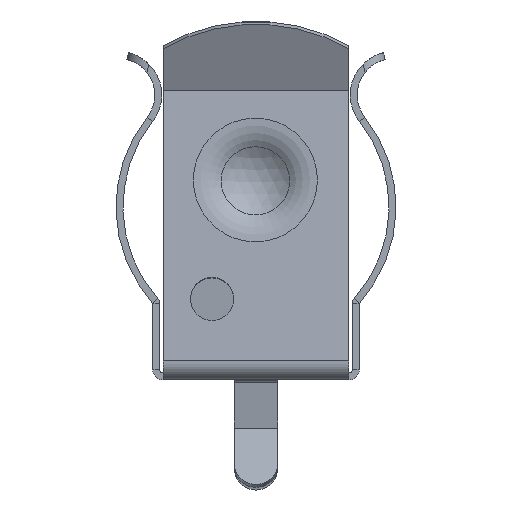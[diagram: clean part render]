
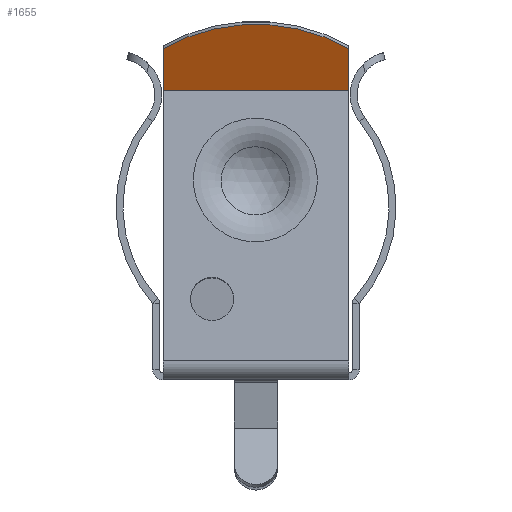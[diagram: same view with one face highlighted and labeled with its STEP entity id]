
A CAD part, left-side view. The second image highlights one B-rep face of the part: STEP entity #1655.
In plain terms, the highlighted planar face has unit normal (-0.906, 0, -0.423).
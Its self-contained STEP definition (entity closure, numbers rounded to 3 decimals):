
#120 = PLANE('',#121);
#121 = AXIS2_PLACEMENT_3D('',#122,#123,#124);
#122 = CARTESIAN_POINT('',(-36.319,3.378,0.276));
#123 = DIRECTION('',(0.996,0.,
    -0.087));
#124 = DIRECTION('',(-0.087,0.,
    -0.996));
#1561 = PLANE('',#1562);
#1562 = AXIS2_PLACEMENT_3D('',#1563,#1564,#1565);
#1563 = CARTESIAN_POINT('',(-35.192,3.378,10.631));
#1564 = DIRECTION('',(0.,1.,0.));
#1565 = DIRECTION('',(0.,0.,1.));
#1590 = CYLINDRICAL_SURFACE('',#1591,6.35);
#1591 = AXIS2_PLACEMENT_3D('',#1592,#1593,#1594);
#1592 = CARTESIAN_POINT('',(-33.636,0.,
    7.293));
#1593 = DIRECTION('',(0.906,0.,0.423)
  );
#1594 = DIRECTION('',(-0.423,0.,0.906)
  );
#1618 = PLANE('',#1619);
#1619 = AXIS2_PLACEMENT_3D('',#1620,#1621,#1622);
#1620 = CARTESIAN_POINT('',(-36.319,-3.378,13.048));
#1621 = DIRECTION('',(0.,-1.,0.));
#1622 = DIRECTION('',(0.,0.,-1.));
#1655 = ADVANCED_FACE('',(#1656),#1671,.F.);
#1656 = FACE_BOUND('',#1657,.T.);
#1657 = EDGE_LOOP('',(#1658,#1689,#1712,#1735));
#1658 = ORIENTED_EDGE('',*,*,#1659,.F.);
#1659 = EDGE_CURVE('',#1660,#1662,#1664,.T.);
#1660 = VERTEX_POINT('',#1661);
#1661 = CARTESIAN_POINT('',(-36.138,3.378,12.059));
#1662 = VERTEX_POINT('',#1663);
#1663 = CARTESIAN_POINT('',(-36.138,-3.378,12.059));
#1664 = SURFACE_CURVE('',#1665,(#1670,#1682),.PCURVE_S1.);
#1665 = CIRCLE('',#1666,6.35);
#1666 = AXIS2_PLACEMENT_3D('',#1667,#1668,#1669);
#1667 = CARTESIAN_POINT('',(-33.866,0.,
    7.186));
#1668 = DIRECTION('',(0.906,0.,0.423)
  );
#1669 = DIRECTION('',(0.423,0.,-0.906
    ));
#1670 = PCURVE('',#1671,#1676);
#1671 = PLANE('',#1672);
#1672 = AXIS2_PLACEMENT_3D('',#1673,#1674,#1675);
#1673 = CARTESIAN_POINT('',(-35.422,3.378,10.524));
#1674 = DIRECTION('',(0.906,0.,0.423)
  );
#1675 = DIRECTION('',(0.423,0.,-0.906
    ));
#1676 = DEFINITIONAL_REPRESENTATION('',(#1677),#1681);
#1677 = CIRCLE('',#1678,6.35);
#1678 = AXIS2_PLACEMENT_2D('',#1679,#1680);
#1679 = CARTESIAN_POINT('',(3.683,-3.378));
#1680 = DIRECTION('',(1.,0.));
#1681 = ( GEOMETRIC_REPRESENTATION_CONTEXT(2) 
PARAMETRIC_REPRESENTATION_CONTEXT() REPRESENTATION_CONTEXT('2D SPACE',''
  ) );
#1682 = PCURVE('',#1590,#1683);
#1683 = DEFINITIONAL_REPRESENTATION('',(#1684),#1688);
#1684 = LINE('',#1685,#1686);
#1685 = CARTESIAN_POINT('',(-3.142,-0.254));
#1686 = VECTOR('',#1687,1.);
#1687 = DIRECTION('',(1.,0.));
#1688 = ( GEOMETRIC_REPRESENTATION_CONTEXT(2) 
PARAMETRIC_REPRESENTATION_CONTEXT() REPRESENTATION_CONTEXT('2D SPACE',''
  ) );
#1689 = ORIENTED_EDGE('',*,*,#1690,.T.);
#1690 = EDGE_CURVE('',#1660,#1691,#1693,.T.);
#1691 = VERTEX_POINT('',#1692);
#1692 = CARTESIAN_POINT('',(-35.422,3.378,10.524));
#1693 = SURFACE_CURVE('',#1694,(#1698,#1705),.PCURVE_S1.);
#1694 = LINE('',#1695,#1696);
#1695 = CARTESIAN_POINT('',(-35.422,3.378,10.524));
#1696 = VECTOR('',#1697,1.);
#1697 = DIRECTION('',(0.423,0.,-0.906)
  );
#1698 = PCURVE('',#1671,#1699);
#1699 = DEFINITIONAL_REPRESENTATION('',(#1700),#1704);
#1700 = LINE('',#1701,#1702);
#1701 = CARTESIAN_POINT('',(0.,-0.));
#1702 = VECTOR('',#1703,1.);
#1703 = DIRECTION('',(1.,0.));
#1704 = ( GEOMETRIC_REPRESENTATION_CONTEXT(2) 
PARAMETRIC_REPRESENTATION_CONTEXT() REPRESENTATION_CONTEXT('2D SPACE',''
  ) );
#1705 = PCURVE('',#1561,#1706);
#1706 = DEFINITIONAL_REPRESENTATION('',(#1707),#1711);
#1707 = LINE('',#1708,#1709);
#1708 = CARTESIAN_POINT('',(-0.107,-0.23));
#1709 = VECTOR('',#1710,1.);
#1710 = DIRECTION('',(-0.906,0.423));
#1711 = ( GEOMETRIC_REPRESENTATION_CONTEXT(2) 
PARAMETRIC_REPRESENTATION_CONTEXT() REPRESENTATION_CONTEXT('2D SPACE',''
  ) );
#1712 = ORIENTED_EDGE('',*,*,#1713,.T.);
#1713 = EDGE_CURVE('',#1691,#1714,#1716,.T.);
#1714 = VERTEX_POINT('',#1715);
#1715 = CARTESIAN_POINT('',(-35.422,-3.378,10.524));
#1716 = SURFACE_CURVE('',#1717,(#1721,#1728),.PCURVE_S1.);
#1717 = LINE('',#1718,#1719);
#1718 = CARTESIAN_POINT('',(-35.422,-3.378,10.524));
#1719 = VECTOR('',#1720,1.);
#1720 = DIRECTION('',(0.,-1.,0.));
#1721 = PCURVE('',#1671,#1722);
#1722 = DEFINITIONAL_REPRESENTATION('',(#1723),#1727);
#1723 = LINE('',#1724,#1725);
#1724 = CARTESIAN_POINT('',(0.,-6.756));
#1725 = VECTOR('',#1726,1.);
#1726 = DIRECTION('',(0.,-1.));
#1727 = ( GEOMETRIC_REPRESENTATION_CONTEXT(2) 
PARAMETRIC_REPRESENTATION_CONTEXT() REPRESENTATION_CONTEXT('2D SPACE',''
  ) );
#1728 = PCURVE('',#120,#1729);
#1729 = DEFINITIONAL_REPRESENTATION('',(#1730),#1734);
#1730 = LINE('',#1731,#1732);
#1731 = CARTESIAN_POINT('',(-10.287,-6.756));
#1732 = VECTOR('',#1733,1.);
#1733 = DIRECTION('',(0.,-1.));
#1734 = ( GEOMETRIC_REPRESENTATION_CONTEXT(2) 
PARAMETRIC_REPRESENTATION_CONTEXT() REPRESENTATION_CONTEXT('2D SPACE',''
  ) );
#1735 = ORIENTED_EDGE('',*,*,#1736,.T.);
#1736 = EDGE_CURVE('',#1714,#1662,#1737,.T.);
#1737 = SURFACE_CURVE('',#1738,(#1742,#1749),.PCURVE_S1.);
#1738 = LINE('',#1739,#1740);
#1739 = CARTESIAN_POINT('',(-36.549,-3.378,12.941));
#1740 = VECTOR('',#1741,1.);
#1741 = DIRECTION('',(-0.423,0.,0.906)
  );
#1742 = PCURVE('',#1671,#1743);
#1743 = DEFINITIONAL_REPRESENTATION('',(#1744),#1748);
#1744 = LINE('',#1745,#1746);
#1745 = CARTESIAN_POINT('',(-2.667,-6.756));
#1746 = VECTOR('',#1747,1.);
#1747 = DIRECTION('',(-1.,0.));
#1748 = ( GEOMETRIC_REPRESENTATION_CONTEXT(2) 
PARAMETRIC_REPRESENTATION_CONTEXT() REPRESENTATION_CONTEXT('2D SPACE',''
  ) );
#1749 = PCURVE('',#1618,#1750);
#1750 = DEFINITIONAL_REPRESENTATION('',(#1751),#1755);
#1751 = LINE('',#1752,#1753);
#1752 = CARTESIAN_POINT('',(0.107,-0.23));
#1753 = VECTOR('',#1754,1.);
#1754 = DIRECTION('',(-0.906,-0.423));
#1755 = ( GEOMETRIC_REPRESENTATION_CONTEXT(2) 
PARAMETRIC_REPRESENTATION_CONTEXT() REPRESENTATION_CONTEXT('2D SPACE',''
  ) );
